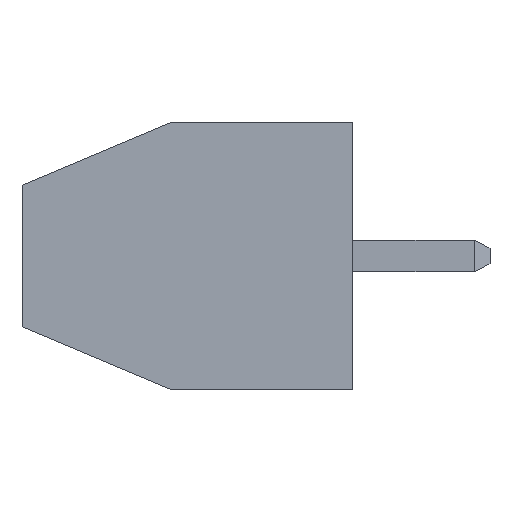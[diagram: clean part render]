
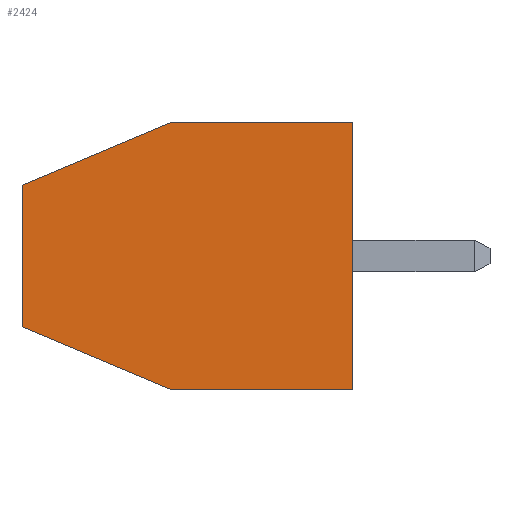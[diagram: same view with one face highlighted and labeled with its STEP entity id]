
A CAD part, left-side view. The second image highlights one B-rep face of the part: STEP entity #2424.
In plain terms, the highlighted planar face has unit normal (-1, 0, 0).
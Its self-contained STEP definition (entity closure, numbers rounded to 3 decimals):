
#69 = CARTESIAN_POINT ( 'NONE',  ( -3.5, 4.6, 3.4 ) ) ;
#205 = DIRECTION ( 'NONE',  ( 0., 0., 1. ) ) ;
#273 = EDGE_CURVE ( 'NONE', #3610, #5909, #1669, .T. ) ;
#377 = LINE ( 'NONE', #4588, #5788 ) ;
#588 = ORIENTED_EDGE ( 'NONE', *, *, #273, .T. ) ;
#838 = ORIENTED_EDGE ( 'NONE', *, *, #6315, .F. ) ;
#895 = CARTESIAN_POINT ( 'NONE',  ( -3.5, 8.4, 1.8 ) ) ;
#915 = CARTESIAN_POINT ( 'NONE',  ( -3.5, 0., 3.4 ) ) ;
#1007 = AXIS2_PLACEMENT_3D ( 'NONE', #3425, #5919, #2370 ) ;
#1089 = VECTOR ( 'NONE', #4867, 1000. ) ;
#1420 = VERTEX_POINT ( 'NONE', #915 ) ;
#1577 = VERTEX_POINT ( 'NONE', #895 ) ;
#1594 = LINE ( 'NONE', #2077, #5894 ) ;
#1669 = LINE ( 'NONE', #6273, #6632 ) ;
#2019 = EDGE_CURVE ( 'NONE', #5909, #6661, #377, .T. ) ;
#2032 = ORIENTED_EDGE ( 'NONE', *, *, #5547, .T. ) ;
#2077 = CARTESIAN_POINT ( 'NONE',  ( -3.5, 8.4, 3.4 ) ) ;
#2210 = ORIENTED_EDGE ( 'NONE', *, *, #6722, .F. ) ;
#2370 = DIRECTION ( 'NONE',  ( 0., 0., -1. ) ) ;
#2404 = CARTESIAN_POINT ( 'NONE',  ( -3.5, 4.6, -3.4 ) ) ;
#2424 = ADVANCED_FACE ( 'NONE', ( #4754 ), #4178, .F. ) ;
#2598 = EDGE_LOOP ( 'NONE', ( #838, #588, #5724, #6686, #2210, #2032 ) ) ;
#2724 = CARTESIAN_POINT ( 'NONE',  ( -3.5, 8.4, 3.4 ) ) ;
#2796 = LINE ( 'NONE', #2724, #1089 ) ;
#2964 = EDGE_CURVE ( 'NONE', #6661, #1420, #3885, .T. ) ;
#2984 = CARTESIAN_POINT ( 'NONE',  ( -3.5, 8.4, 1.8 ) ) ;
#3120 = DIRECTION ( 'NONE',  ( 0., -1., 0. ) ) ;
#3193 = CARTESIAN_POINT ( 'NONE',  ( -3.5, 0., -3.4 ) ) ;
#3402 = DIRECTION ( 'NONE',  ( 0., 0.922, -0.388 ) ) ;
#3425 = CARTESIAN_POINT ( 'NONE',  ( -3.5, 8.4, 3.4 ) ) ;
#3610 = VERTEX_POINT ( 'NONE', #4812 ) ;
#3885 = LINE ( 'NONE', #5966, #4600 ) ;
#4178 = PLANE ( 'NONE',  #1007 ) ;
#4228 = DIRECTION ( 'NONE',  ( 0., -0.922, -0.388 ) ) ;
#4588 = CARTESIAN_POINT ( 'NONE',  ( -3.5, 8.4, -3.4 ) ) ;
#4600 = VECTOR ( 'NONE', #205, 1000. ) ;
#4754 = FACE_OUTER_BOUND ( 'NONE', #2598, .T. ) ;
#4812 = CARTESIAN_POINT ( 'NONE',  ( -3.5, 8.4, -1.8 ) ) ;
#4867 = DIRECTION ( 'NONE',  ( 0., 0., 1. ) ) ;
#5547 = EDGE_CURVE ( 'NONE', #5702, #1577, #6027, .T. ) ;
#5702 = VERTEX_POINT ( 'NONE', #69 ) ;
#5724 = ORIENTED_EDGE ( 'NONE', *, *, #2019, .T. ) ;
#5788 = VECTOR ( 'NONE', #6697, 1000. ) ;
#5894 = VECTOR ( 'NONE', #3120, 1000. ) ;
#5909 = VERTEX_POINT ( 'NONE', #2404 ) ;
#5919 = DIRECTION ( 'NONE',  ( 1., 0., 0. ) ) ;
#5966 = CARTESIAN_POINT ( 'NONE',  ( -3.5, 0., 3.4 ) ) ;
#6027 = LINE ( 'NONE', #2984, #6317 ) ;
#6273 = CARTESIAN_POINT ( 'NONE',  ( -3.5, 8.4, -1.8 ) ) ;
#6315 = EDGE_CURVE ( 'NONE', #3610, #1577, #2796, .T. ) ;
#6317 = VECTOR ( 'NONE', #3402, 1000. ) ;
#6632 = VECTOR ( 'NONE', #4228, 1000. ) ;
#6661 = VERTEX_POINT ( 'NONE', #3193 ) ;
#6686 = ORIENTED_EDGE ( 'NONE', *, *, #2964, .T. ) ;
#6697 = DIRECTION ( 'NONE',  ( 0., -1., 0. ) ) ;
#6722 = EDGE_CURVE ( 'NONE', #5702, #1420, #1594, .T. ) ;
